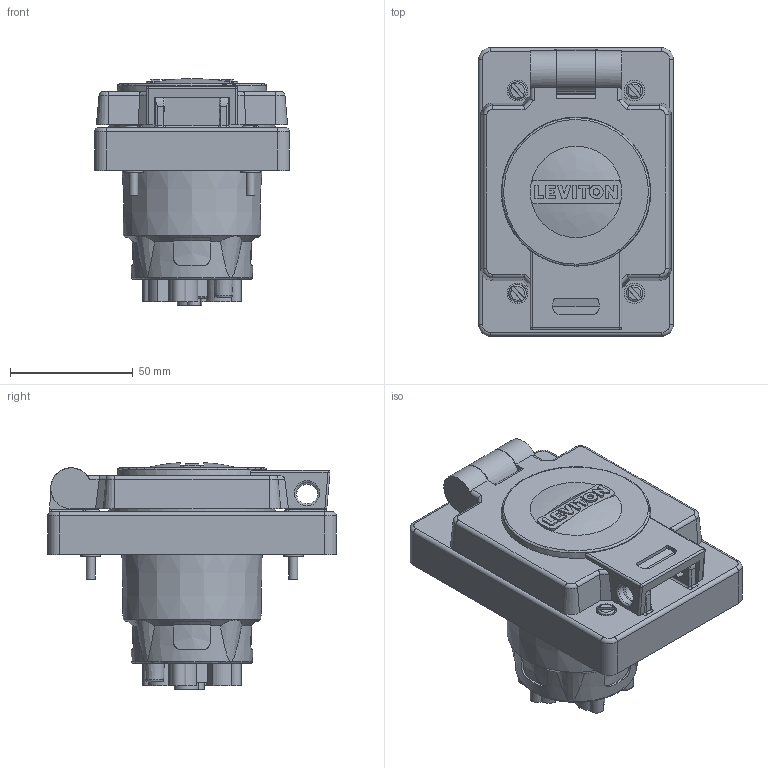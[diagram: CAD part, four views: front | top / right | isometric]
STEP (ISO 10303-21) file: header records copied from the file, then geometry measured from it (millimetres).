
FILE_DESCRIPTION (( 'STEP AP214' ), '1' );
FILE_NAME ('CATSTD-99W76-00S-M01.STEP', '2021-01-04T20:12:24', ( '' ), ( '' ), 'SwSTEP 2.0', 'SolidWorks 2020', '' );
FILE_SCHEMA (( 'AUTOMOTIVE_DESIGN' ));
Length unit declared in the file: inch
Products named in the file (1): CATSTD-99W76-00S-M01
Bounding box: 79.38 x 117.47 x 92.41 mm (x, y, z)
Volume: 368284.3 mm3; surface area: 54077.9 mm2
Topology: 1 solids, 2 shells, 507 faces, 1464 edges, 1002 vertices
Faces by surface type: plane 239, cylinder 182, cone 31, torus 29, bspline 24, sphere 2
Full cylindrical faces by diameter (mm): 2.682 x1, 3.556 x4, 4.775 x4, 5.588 x1, 6.604 x2, 7.112 x2, 7.888 x1, 7.925 x4, 8.382 x4, 8.687 x4, 10.109 x2, 11.963 x2, 67.97 x1
Entity records: 29252 total; most frequent: CARTESIAN_POINT 10568, ORIENTED_EDGE 2800, DIRECTION 1986, EDGE_CURVE 1400, VERTEX_POINT 987, AXIS2_PLACEMENT_3D 709, EDGE_LOOP 611, B_SPLINE_CURVE_WITH_KNOTS 573
